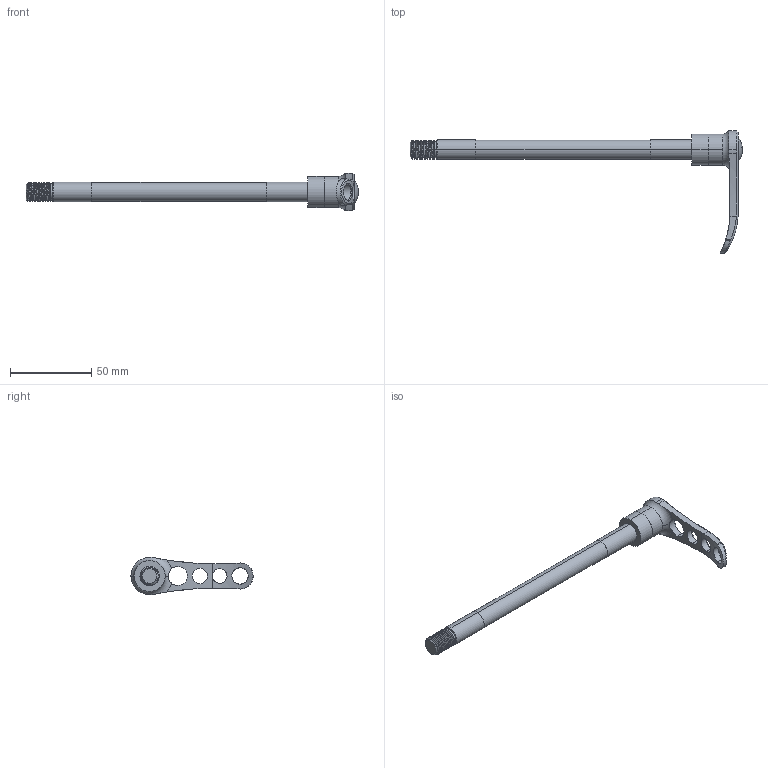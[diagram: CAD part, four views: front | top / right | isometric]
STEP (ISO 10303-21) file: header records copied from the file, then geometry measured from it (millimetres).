
FILE_DESCRIPTION (( 'STEP AP214' ), '1' );
FILE_NAME ('SK4122.STEP', '2025-04-17T20:03:37', ( '' ), ( '' ), 'SwSTEP 2.0', 'SolidWorks 2023', '' );
FILE_SCHEMA (( 'AUTOMOTIVE_DESIGN' ));
Length unit declared in the file: inch
Products named in the file (4): SK412X_SK4112 (148mm); SK4122; SK4061; SK4060_ROUND TOP
Assembly tree (3 placements, depth 2):
  SK4122
    SK412X_SK4112 (148mm)
    SK4060_ROUND TOP
    SK4061
Bounding box: 203.78 x 75 x 23 mm (x, y, z)
Volume: 28881.9 mm3; surface area: 13875.8 mm2
Topology: 3 solids, 3 shells, 134 faces, 324 edges, 203 vertices
Faces by surface type: cylinder 67, plane 28, cone 25, bspline 10, torus 4
Entity records: 9699 total; most frequent: CARTESIAN_POINT 6425, DIRECTION 691, ORIENTED_EDGE 644, EDGE_CURVE 322, AXIS2_PLACEMENT_3D 295, VERTEX_POINT 203, CIRCLE 165, EDGE_LOOP 153
